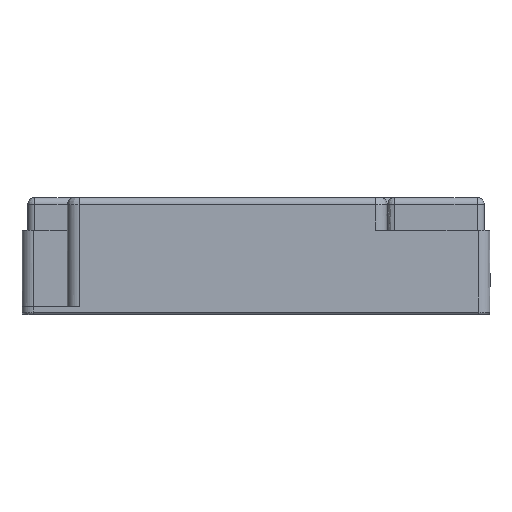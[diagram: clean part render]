
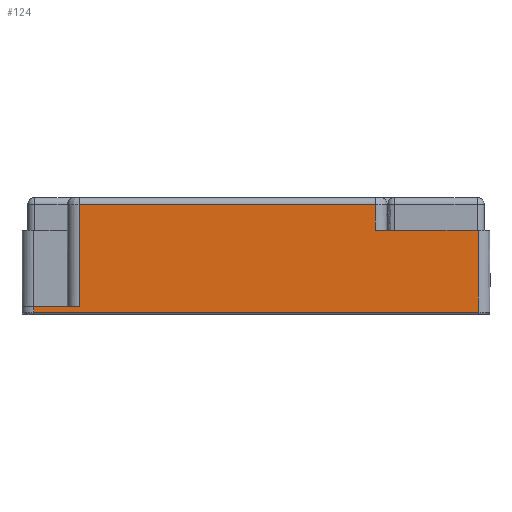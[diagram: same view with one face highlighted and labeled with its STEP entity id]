
A CAD part, front view. The second image highlights one B-rep face of the part: STEP entity #124.
In plain terms, the highlighted planar face has unit normal (0, -1, 0).
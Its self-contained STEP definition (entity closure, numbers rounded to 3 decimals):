
#124=ADVANCED_FACE('',(#333),#3364,.T.);
#333=FACE_OUTER_BOUND('',#542,.T.);
#542=EDGE_LOOP('',(#1158,#1159,#1160,#1161,#1162,#1163,#1164,#1165));
#1158=ORIENTED_EDGE('',*,*,#2038,.F.);
#1159=ORIENTED_EDGE('',*,*,#2035,.F.);
#1160=ORIENTED_EDGE('',*,*,#2040,.T.);
#1161=ORIENTED_EDGE('',*,*,#2041,.T.);
#1162=ORIENTED_EDGE('',*,*,#2042,.T.);
#1163=ORIENTED_EDGE('',*,*,#2043,.T.);
#1164=ORIENTED_EDGE('',*,*,#2044,.T.);
#1165=ORIENTED_EDGE('',*,*,#1972,.F.);
#1972=EDGE_CURVE('',#3005,#3007,#2626,.T.);
#2035=EDGE_CURVE('',#3056,#3057,#2667,.T.);
#2038=EDGE_CURVE('',#3057,#3005,#2669,.T.);
#2040=EDGE_CURVE('',#3056,#3059,#2671,.T.);
#2041=EDGE_CURVE('',#3059,#3060,#2672,.T.);
#2042=EDGE_CURVE('',#3060,#3061,#2673,.T.);
#2043=EDGE_CURVE('',#3061,#3062,#2674,.T.);
#2044=EDGE_CURVE('',#3062,#3007,#2675,.T.);
#2626=B_SPLINE_CURVE_WITH_KNOTS('',1,(#6747,#6748),.UNSPECIFIED.,.F.,.F.,
(2,2),(0.,95.),.UNSPECIFIED.);
#2667=B_SPLINE_CURVE_WITH_KNOTS('',1,(#6919,#6920),.UNSPECIFIED.,.F.,.F.,
(2,2),(0.,22.),.UNSPECIFIED.);
#2669=B_SPLINE_CURVE_WITH_KNOTS('',1,(#6926,#6927),.UNSPECIFIED.,.F.,.F.,
(2,2),(0.,17.5),.UNSPECIFIED.);
#2671=B_SPLINE_CURVE_WITH_KNOTS('',1,(#6932,#6933),.UNSPECIFIED.,.F.,.F.,
(2,2),(0.,5.5),.UNSPECIFIED.);
#2672=B_SPLINE_CURVE_WITH_KNOTS('',1,(#6934,#6935),.UNSPECIFIED.,.F.,.F.,
(2,2),(0.,63.3),.UNSPECIFIED.);
#2673=B_SPLINE_CURVE_WITH_KNOTS('',1,(#6936,#6937),.UNSPECIFIED.,.F.,.F.,
(2,2),(0.,21.8),.UNSPECIFIED.);
#2674=B_SPLINE_CURVE_WITH_KNOTS('',1,(#6938,#6939),.UNSPECIFIED.,.F.,.F.,
(2,2),(0.,9.7),.UNSPECIFIED.);
#2675=B_SPLINE_CURVE_WITH_KNOTS('',1,(#6940,#6941),.UNSPECIFIED.,.F.,.F.,
(2,2),(0.,1.2),.UNSPECIFIED.);
#3005=VERTEX_POINT('',#6463);
#3007=VERTEX_POINT('',#6465);
#3056=VERTEX_POINT('',#6514);
#3057=VERTEX_POINT('',#6515);
#3059=VERTEX_POINT('',#6517);
#3060=VERTEX_POINT('',#6518);
#3061=VERTEX_POINT('',#6519);
#3062=VERTEX_POINT('',#6520);
#3364=PLANE('',#3507);
#3507=AXIS2_PLACEMENT_3D('',#5565,#3633,$);
#3633=DIRECTION('',(0.,-1.,0.));
#5565=CARTESIAN_POINT('',(-7.144,0.,0.844));
#6463=CARTESIAN_POINT('',(97.4,0.,-24.5));
#6465=CARTESIAN_POINT('',(2.4,0.,-24.5));
#6514=CARTESIAN_POINT('',(75.4,0.,-7.));
#6515=CARTESIAN_POINT('',(97.4,0.,-7.));
#6517=CARTESIAN_POINT('',(75.4,0.,-1.5));
#6518=CARTESIAN_POINT('',(12.1,0.,-1.5));
#6519=CARTESIAN_POINT('',(12.1,0.,-23.3));
#6520=CARTESIAN_POINT('',(2.4,0.,-23.3));
#6747=CARTESIAN_POINT('',(97.4,0.,-24.5));
#6748=CARTESIAN_POINT('',(2.4,0.,-24.5));
#6919=CARTESIAN_POINT('',(75.4,0.,-7.));
#6920=CARTESIAN_POINT('',(97.4,0.,-7.));
#6926=CARTESIAN_POINT('',(97.4,0.,-7.));
#6927=CARTESIAN_POINT('',(97.4,0.,-24.5));
#6932=CARTESIAN_POINT('',(75.4,0.,-7.));
#6933=CARTESIAN_POINT('',(75.4,0.,-1.5));
#6934=CARTESIAN_POINT('',(75.4,0.,-1.5));
#6935=CARTESIAN_POINT('',(12.1,0.,-1.5));
#6936=CARTESIAN_POINT('',(12.1,0.,-1.5));
#6937=CARTESIAN_POINT('',(12.1,0.,-23.3));
#6938=CARTESIAN_POINT('',(12.1,0.,-23.3));
#6939=CARTESIAN_POINT('',(2.4,0.,-23.3));
#6940=CARTESIAN_POINT('',(2.4,0.,-23.3));
#6941=CARTESIAN_POINT('',(2.4,0.,-24.5));
